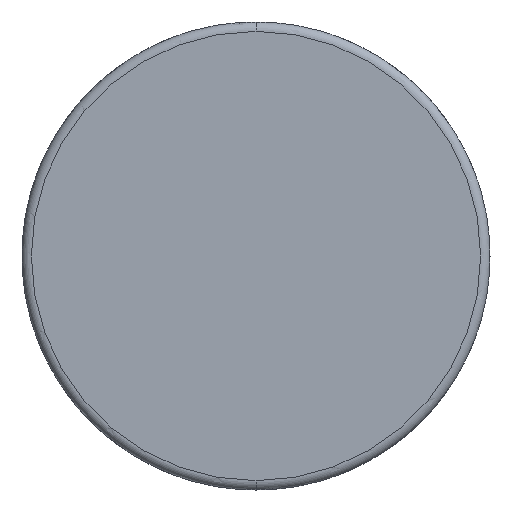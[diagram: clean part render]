
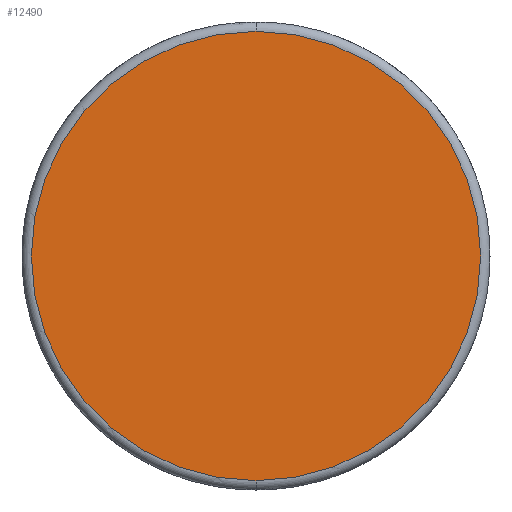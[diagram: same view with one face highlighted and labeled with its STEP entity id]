
A CAD part, front view. The second image highlights one B-rep face of the part: STEP entity #12490.
In plain terms, the highlighted planar face has unit normal (0, -1, 0).
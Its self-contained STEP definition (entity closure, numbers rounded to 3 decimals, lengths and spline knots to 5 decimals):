
#4559 = EDGE_CURVE ( 'NONE', #4562, #4668, #13312, .T. ) ;
#4562 = VERTEX_POINT ( 'NONE', #13305 ) ;
#4668 = VERTEX_POINT ( 'NONE', #13885 ) ;
#12389 = EDGE_CURVE ( 'NONE', #4668, #4562, #27408, .T. ) ;
#12490 = ADVANCED_FACE ( 'NONE', ( #27552 ), #27555, .T. ) ;
#12491 = EDGE_LOOP ( 'NONE', ( #12492, #12493 ) ) ;
#12492 = ORIENTED_EDGE ( 'NONE', *, *, #4559, .T. ) ;
#12493 = ORIENTED_EDGE ( 'NONE', *, *, #12389, .T. ) ;
#13194 = CARTESIAN_POINT ( 'NONE',  ( 0., -0.605, 0. ) ) ;
#13305 = CARTESIAN_POINT ( 'NONE',  ( 0., -0.605, -0.24 ) ) ;
#13307 = DIRECTION ( 'NONE',  ( 0., 0., -1. ) ) ;
#13309 = DIRECTION ( 'NONE',  ( 0., -1., 0. ) ) ;
#13311 = AXIS2_PLACEMENT_3D ( 'NONE', #13194, #13309, #13307 ) ;
#13312 = CIRCLE ( 'NONE', #13311, 0.24 ) ;
#13885 = CARTESIAN_POINT ( 'NONE',  ( 0., -0.605, 0.24 ) ) ;
#27405 = DIRECTION ( 'NONE',  ( 0., 0., -1. ) ) ;
#27406 = DIRECTION ( 'NONE',  ( 0., -1., 0. ) ) ;
#27407 = AXIS2_PLACEMENT_3D ( 'NONE', #27411, #27406, #27405 ) ;
#27408 = CIRCLE ( 'NONE', #27407, 0.24 ) ;
#27411 = CARTESIAN_POINT ( 'NONE',  ( 0., -0.605, 0. ) ) ;
#27547 = DIRECTION ( 'NONE',  ( 0., 0., -1. ) ) ;
#27549 = DIRECTION ( 'NONE',  ( 0., -1., 0. ) ) ;
#27550 = CARTESIAN_POINT ( 'NONE',  ( 0., -0.605, 0. ) ) ;
#27551 = AXIS2_PLACEMENT_3D ( 'NONE', #27550, #27549, #27547 ) ;
#27552 = FACE_OUTER_BOUND ( 'NONE', #12491, .T. ) ;
#27555 = PLANE ( 'NONE',  #27551 ) ;
